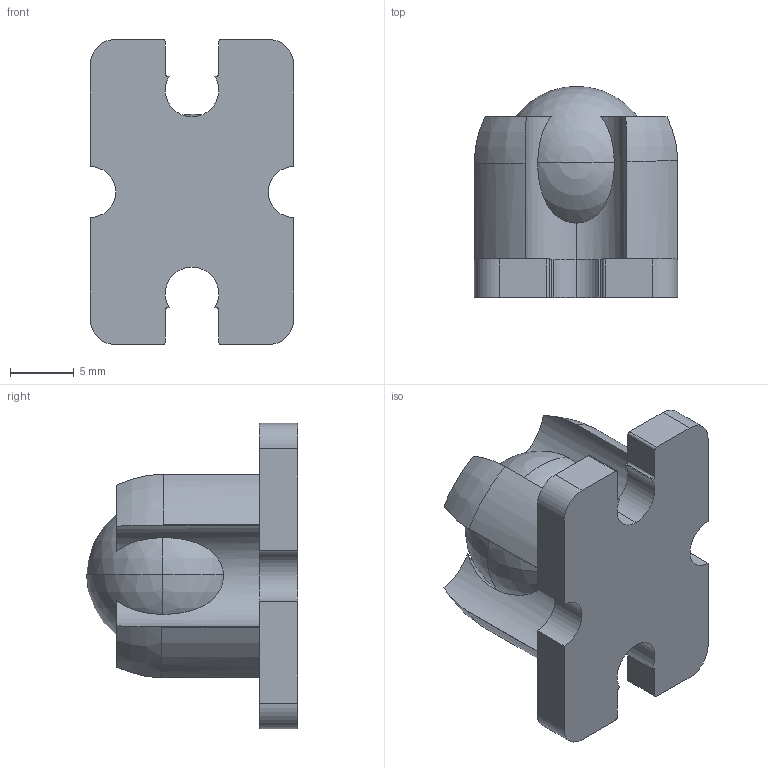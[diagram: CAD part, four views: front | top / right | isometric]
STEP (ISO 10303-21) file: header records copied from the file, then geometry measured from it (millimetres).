
FILE_DESCRIPTION (( 'STEP AP214' ), '1' );
FILE_NAME ('13-0010.STEP', '2025-08-25T09:36:06', ( '' ), ( '' ), 'SwSTEP 2.0', 'SolidWorks 2025', '' );
FILE_SCHEMA (( 'AUTOMOTIVE_DESIGN' ));
Length unit declared in the file: millimetre
Products named in the file (3): Omni ball_預設; 13-0010; Omni caster_預設
Assembly tree (2 placements, depth 2):
  13-0010
    Omni caster_預設
    Omni ball_預設
Bounding box: 16 x 16.59 x 24 mm (x, y, z)
Volume: 2636.6 mm3; surface area: 2130 mm2
Topology: 2 solids, 2 shells, 61 faces, 181 edges, 118 vertices
Faces by surface type: cylinder 26, plane 25, torus 6, sphere 4
Entity records: 2770 total; most frequent: CARTESIAN_POINT 1099, ORIENTED_EDGE 346, DIRECTION 332, EDGE_CURVE 173, AXIS2_PLACEMENT_3D 125, VERTEX_POINT 116, LINE 82, VECTOR 82
